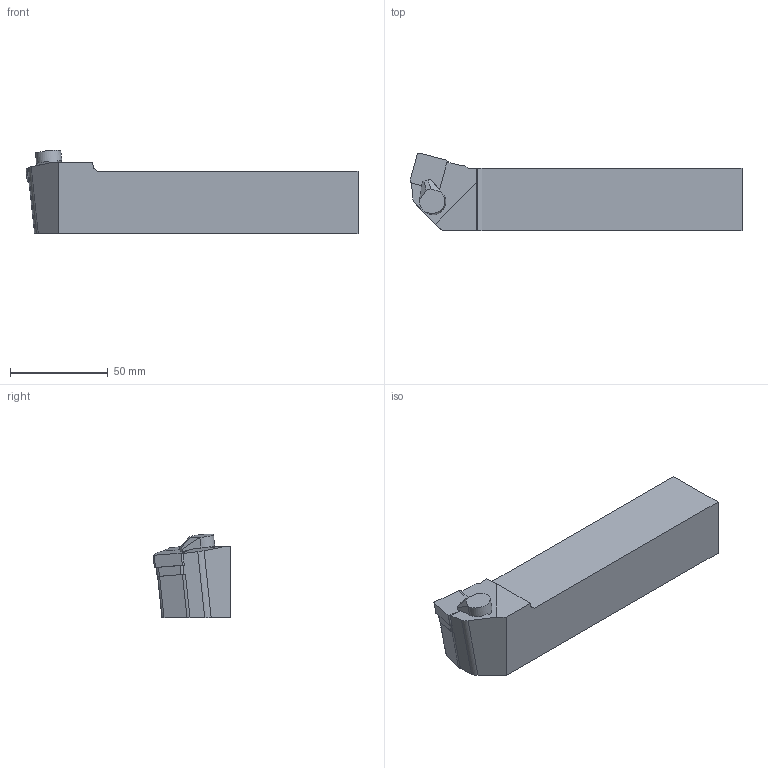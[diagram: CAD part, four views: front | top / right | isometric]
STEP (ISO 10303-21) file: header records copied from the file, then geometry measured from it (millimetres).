
FILE_DESCRIPTION(/* description */ (''),/* implementation_level */ '2;1');
FILE_NAME(/* name */ 'PSKNL-3232-P15C.stp',/* time_stamp */ '2023-10-02T14:29:29+03:00',/* author */ (''),/* organization */ (''),/* preprocessor_version */ 'ST-DEVELOPER v19.4',/* originating_system */ 'SIEMENS PLM Software NX2306.3001',/* authorisation */ '');
FILE_SCHEMA (('AUTOMOTIVE_DESIGN { 1 0 10303 214 3 1 1 1 }'));
Length unit declared in the file: millimetre
Products named in the file (1): PSKNR-3232-P15C
Bounding box: 169.82 x 39.82 x 42.84 mm (x, y, z)
Volume: 173864.6 mm3; surface area: 25014.2 mm2
Topology: 2 solids, 2 shells, 55 faces, 147 edges, 97 vertices
Faces by surface type: plane 39, cylinder 14, cone 1, torus 1
Entity records: 1835 total; most frequent: CARTESIAN_POINT 327, ORIENTED_EDGE 294, DIRECTION 294, EDGE_CURVE 147, LINE 104, VECTOR 104, VERTEX_POINT 97, AXIS2_PLACEMENT_3D 95
